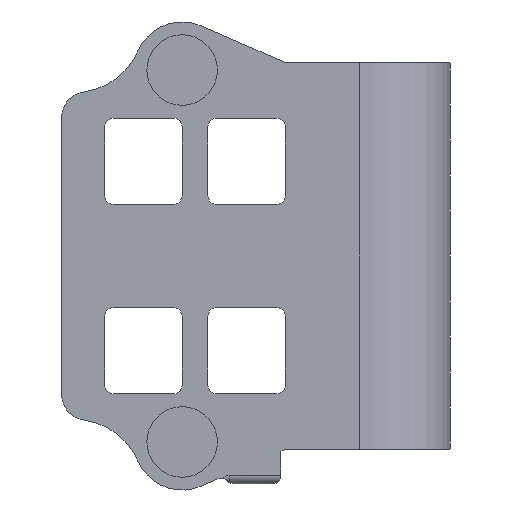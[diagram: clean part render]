
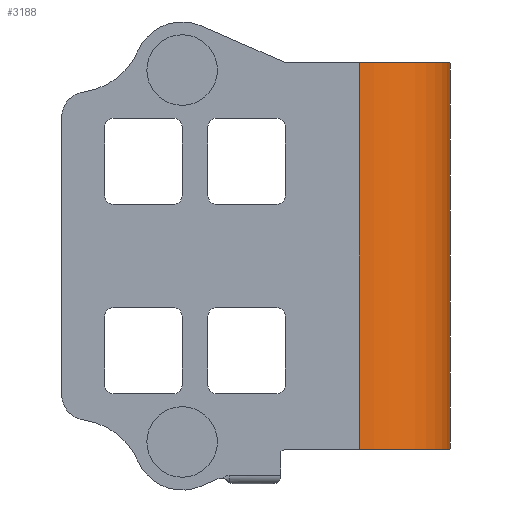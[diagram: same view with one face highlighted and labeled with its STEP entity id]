
A CAD part, left-side view. The second image highlights one B-rep face of the part: STEP entity #3188.
In plain terms, the highlighted cylindrical face has radius 10.6 mm (diameter 21.2 mm), a partial arc.
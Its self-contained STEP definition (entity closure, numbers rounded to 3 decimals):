
#189=CIRCLE('',#3416,10.6);
#190=CIRCLE('',#3417,10.6);
#354=FACE_OUTER_BOUND('',#530,.T.);
#530=EDGE_LOOP('',(#2547,#2548,#2549,#2550,#2551,#2552,#2553,#2554,#2555,
#2556,#2557,#2558,#2559,#2560,#2561,#2562,#2563,#2564,#2565,#2566,#2567,
#2568,#2569,#2570,#2571,#2572,#2573,#2574,#2575,#2576));
#644=LINE('',#4605,#991);
#667=LINE('',#4704,#1014);
#679=LINE('',#4728,#1026);
#691=LINE('',#4752,#1038);
#703=LINE('',#4776,#1050);
#715=LINE('',#4800,#1062);
#727=LINE('',#4824,#1074);
#739=LINE('',#4848,#1086);
#751=LINE('',#4872,#1098);
#763=LINE('',#4896,#1110);
#775=LINE('',#4920,#1122);
#787=LINE('',#4944,#1134);
#798=LINE('',#4965,#1145);
#803=LINE('',#4974,#1150);
#805=LINE('',#4977,#1152);
#807=LINE('',#4980,#1154);
#809=LINE('',#4983,#1156);
#811=LINE('',#4986,#1158);
#813=LINE('',#4989,#1160);
#815=LINE('',#4992,#1162);
#817=LINE('',#4995,#1164);
#819=LINE('',#4998,#1166);
#821=LINE('',#5001,#1168);
#847=LINE('',#5045,#1194);
#857=LINE('',#5061,#1204);
#866=LINE('',#5097,#1213);
#991=VECTOR('',#3623,10.);
#1014=VECTOR('',#3702,10.);
#1026=VECTOR('',#3722,10.);
#1038=VECTOR('',#3742,10.);
#1050=VECTOR('',#3762,10.);
#1062=VECTOR('',#3782,10.);
#1074=VECTOR('',#3802,10.);
#1086=VECTOR('',#3822,10.);
#1098=VECTOR('',#3842,10.);
#1110=VECTOR('',#3862,10.);
#1122=VECTOR('',#3882,10.);
#1134=VECTOR('',#3902,10.);
#1145=VECTOR('',#3921,10.);
#1150=VECTOR('',#3928,10.);
#1152=VECTOR('',#3932,10.);
#1154=VECTOR('',#3936,10.);
#1156=VECTOR('',#3940,10.);
#1158=VECTOR('',#3944,10.);
#1160=VECTOR('',#3948,10.);
#1162=VECTOR('',#3952,10.);
#1164=VECTOR('',#3956,10.);
#1166=VECTOR('',#3960,10.);
#1168=VECTOR('',#3964,10.);
#1194=VECTOR('',#4014,10.);
#1204=VECTOR('',#4032,10.);
#1213=VECTOR('',#4063,10.);
#1332=ELLIPSE('',#3411,14.991,10.6);
#1333=ELLIPSE('',#3418,14.991,10.6);
#1353=VERTEX_POINT('',#4602);
#1354=VERTEX_POINT('',#4604);
#1400=VERTEX_POINT('',#4700);
#1402=VERTEX_POINT('',#4703);
#1408=VERTEX_POINT('',#4724);
#1410=VERTEX_POINT('',#4727);
#1416=VERTEX_POINT('',#4748);
#1418=VERTEX_POINT('',#4751);
#1424=VERTEX_POINT('',#4772);
#1426=VERTEX_POINT('',#4775);
#1432=VERTEX_POINT('',#4796);
#1434=VERTEX_POINT('',#4799);
#1440=VERTEX_POINT('',#4820);
#1442=VERTEX_POINT('',#4823);
#1448=VERTEX_POINT('',#4844);
#1450=VERTEX_POINT('',#4847);
#1456=VERTEX_POINT('',#4868);
#1458=VERTEX_POINT('',#4871);
#1464=VERTEX_POINT('',#4892);
#1466=VERTEX_POINT('',#4895);
#1472=VERTEX_POINT('',#4916);
#1474=VERTEX_POINT('',#4919);
#1480=VERTEX_POINT('',#4940);
#1482=VERTEX_POINT('',#4943);
#1488=VERTEX_POINT('',#4964);
#1491=VERTEX_POINT('',#4972);
#1496=VERTEX_POINT('',#5042);
#1506=VERTEX_POINT('',#5087);
#1507=VERTEX_POINT('',#5089);
#1508=VERTEX_POINT('',#5100);
#1648=EDGE_CURVE('',#1354,#1353,#644,.T.);
#1697=EDGE_CURVE('',#1402,#1400,#667,.T.);
#1709=EDGE_CURVE('',#1410,#1408,#679,.T.);
#1721=EDGE_CURVE('',#1418,#1416,#691,.T.);
#1733=EDGE_CURVE('',#1426,#1424,#703,.T.);
#1745=EDGE_CURVE('',#1434,#1432,#715,.T.);
#1757=EDGE_CURVE('',#1442,#1440,#727,.T.);
#1769=EDGE_CURVE('',#1450,#1448,#739,.T.);
#1781=EDGE_CURVE('',#1458,#1456,#751,.T.);
#1793=EDGE_CURVE('',#1466,#1464,#763,.T.);
#1805=EDGE_CURVE('',#1474,#1472,#775,.T.);
#1817=EDGE_CURVE('',#1482,#1480,#787,.T.);
#1828=EDGE_CURVE('',#1488,#1402,#798,.T.);
#1833=EDGE_CURVE('',#1480,#1491,#803,.T.);
#1835=EDGE_CURVE('',#1472,#1482,#805,.T.);
#1837=EDGE_CURVE('',#1464,#1474,#807,.T.);
#1839=EDGE_CURVE('',#1456,#1466,#809,.T.);
#1841=EDGE_CURVE('',#1448,#1458,#811,.T.);
#1843=EDGE_CURVE('',#1440,#1450,#813,.T.);
#1845=EDGE_CURVE('',#1432,#1442,#815,.T.);
#1847=EDGE_CURVE('',#1424,#1434,#817,.T.);
#1849=EDGE_CURVE('',#1416,#1426,#819,.T.);
#1851=EDGE_CURVE('',#1408,#1418,#821,.T.);
#1877=EDGE_CURVE('',#1491,#1496,#847,.T.);
#1887=EDGE_CURVE('',#1400,#1410,#857,.T.);
#1898=EDGE_CURVE('',#1506,#1507,#1332,.T.);
#1903=EDGE_CURVE('',#1496,#1507,#866,.T.);
#1904=EDGE_CURVE('',#1354,#1506,#189,.T.);
#1905=EDGE_CURVE('',#1508,#1353,#190,.T.);
#1906=EDGE_CURVE('',#1488,#1508,#1333,.T.);
#2547=ORIENTED_EDGE('',*,*,#1898,.F.);
#2548=ORIENTED_EDGE('',*,*,#1904,.F.);
#2549=ORIENTED_EDGE('',*,*,#1648,.T.);
#2550=ORIENTED_EDGE('',*,*,#1905,.F.);
#2551=ORIENTED_EDGE('',*,*,#1906,.F.);
#2552=ORIENTED_EDGE('',*,*,#1828,.T.);
#2553=ORIENTED_EDGE('',*,*,#1697,.T.);
#2554=ORIENTED_EDGE('',*,*,#1887,.T.);
#2555=ORIENTED_EDGE('',*,*,#1709,.T.);
#2556=ORIENTED_EDGE('',*,*,#1851,.T.);
#2557=ORIENTED_EDGE('',*,*,#1721,.T.);
#2558=ORIENTED_EDGE('',*,*,#1849,.T.);
#2559=ORIENTED_EDGE('',*,*,#1733,.T.);
#2560=ORIENTED_EDGE('',*,*,#1847,.T.);
#2561=ORIENTED_EDGE('',*,*,#1745,.T.);
#2562=ORIENTED_EDGE('',*,*,#1845,.T.);
#2563=ORIENTED_EDGE('',*,*,#1757,.T.);
#2564=ORIENTED_EDGE('',*,*,#1843,.T.);
#2565=ORIENTED_EDGE('',*,*,#1769,.T.);
#2566=ORIENTED_EDGE('',*,*,#1841,.T.);
#2567=ORIENTED_EDGE('',*,*,#1781,.T.);
#2568=ORIENTED_EDGE('',*,*,#1839,.T.);
#2569=ORIENTED_EDGE('',*,*,#1793,.T.);
#2570=ORIENTED_EDGE('',*,*,#1837,.T.);
#2571=ORIENTED_EDGE('',*,*,#1805,.T.);
#2572=ORIENTED_EDGE('',*,*,#1835,.T.);
#2573=ORIENTED_EDGE('',*,*,#1817,.T.);
#2574=ORIENTED_EDGE('',*,*,#1833,.T.);
#2575=ORIENTED_EDGE('',*,*,#1877,.T.);
#2576=ORIENTED_EDGE('',*,*,#1903,.T.);
#3062=CYLINDRICAL_SURFACE('',#3415,10.6);
#3188=ADVANCED_FACE('',(#354),#3062,.T.);
#3411=AXIS2_PLACEMENT_3D('',#5090,#4052,#4053);
#3415=AXIS2_PLACEMENT_3D('',#5098,#4064,#4065);
#3416=AXIS2_PLACEMENT_3D('',#5099,#4066,#4067);
#3417=AXIS2_PLACEMENT_3D('',#5101,#4068,#4069);
#3418=AXIS2_PLACEMENT_3D('',#5102,#4070,#4071);
#3623=DIRECTION('',(0.,0.,-1.));
#3702=DIRECTION('',(0.,0.,1.));
#3722=DIRECTION('',(0.,0.,1.));
#3742=DIRECTION('',(0.,0.,1.));
#3762=DIRECTION('',(0.,0.,1.));
#3782=DIRECTION('',(0.,0.,1.));
#3802=DIRECTION('',(0.,0.,1.));
#3822=DIRECTION('',(0.,0.,1.));
#3842=DIRECTION('',(0.,0.,1.));
#3862=DIRECTION('',(0.,0.,1.));
#3882=DIRECTION('',(0.,0.,1.));
#3902=DIRECTION('',(0.,0.,1.));
#3921=DIRECTION('',(0.,0.,1.));
#3928=DIRECTION('',(0.,0.,1.));
#3932=DIRECTION('',(0.,0.,1.));
#3936=DIRECTION('',(0.,0.,1.));
#3940=DIRECTION('',(0.,0.,1.));
#3944=DIRECTION('',(0.,0.,1.));
#3948=DIRECTION('',(0.,0.,1.));
#3952=DIRECTION('',(0.,0.,1.));
#3956=DIRECTION('',(0.,0.,1.));
#3960=DIRECTION('',(0.,0.,1.));
#3964=DIRECTION('',(0.,0.,1.));
#4014=DIRECTION('',(0.,0.,1.));
#4032=DIRECTION('',(0.,0.,1.));
#4052=DIRECTION('center_axis',(0.707,0.,0.707));
#4053=DIRECTION('ref_axis',(-0.707,0.,0.707));
#4063=DIRECTION('',(0.,0.,1.));
#4064=DIRECTION('center_axis',(0.,0.,1.));
#4065=DIRECTION('ref_axis',(-1.,0.,0.));
#4066=DIRECTION('center_axis',(0.,0.,1.));
#4067=DIRECTION('ref_axis',(-1.,0.,0.));
#4068=DIRECTION('center_axis',(0.,0.,-1.));
#4069=DIRECTION('ref_axis',(-1.,0.,0.));
#4070=DIRECTION('center_axis',(0.707,0.,-0.707));
#4071=DIRECTION('ref_axis',(-0.707,0.,-0.707));
#4602=CARTESIAN_POINT('',(-10.6,0.,-22.5));
#4604=CARTESIAN_POINT('',(-10.6,0.,22.5));
#4605=CARTESIAN_POINT('',(-10.6,0.,0.));
#4700=CARTESIAN_POINT('',(-0.5,-10.588,-20.5));
#4703=CARTESIAN_POINT('',(-0.5,-10.588,-21.5));
#4704=CARTESIAN_POINT('',(-0.5,-10.588,0.));
#4724=CARTESIAN_POINT('',(-0.5,-10.588,-16.682));
#4727=CARTESIAN_POINT('',(-0.5,-10.588,-17.682));
#4728=CARTESIAN_POINT('',(-0.5,-10.588,0.));
#4748=CARTESIAN_POINT('',(-0.5,-10.588,-12.864));
#4751=CARTESIAN_POINT('',(-0.5,-10.588,-13.864));
#4752=CARTESIAN_POINT('',(-0.5,-10.588,0.));
#4772=CARTESIAN_POINT('',(-0.5,-10.588,-9.045));
#4775=CARTESIAN_POINT('',(-0.5,-10.588,-10.045));
#4776=CARTESIAN_POINT('',(-0.5,-10.588,0.));
#4796=CARTESIAN_POINT('',(-0.5,-10.588,-5.227));
#4799=CARTESIAN_POINT('',(-0.5,-10.588,-6.227));
#4800=CARTESIAN_POINT('',(-0.5,-10.588,0.));
#4820=CARTESIAN_POINT('',(-0.5,-10.588,-1.409));
#4823=CARTESIAN_POINT('',(-0.5,-10.588,-2.409));
#4824=CARTESIAN_POINT('',(-0.5,-10.588,0.));
#4844=CARTESIAN_POINT('',(-0.5,-10.588,2.409));
#4847=CARTESIAN_POINT('',(-0.5,-10.588,1.409));
#4848=CARTESIAN_POINT('',(-0.5,-10.588,0.));
#4868=CARTESIAN_POINT('',(-0.5,-10.588,6.227));
#4871=CARTESIAN_POINT('',(-0.5,-10.588,5.227));
#4872=CARTESIAN_POINT('',(-0.5,-10.588,0.));
#4892=CARTESIAN_POINT('',(-0.5,-10.588,10.045));
#4895=CARTESIAN_POINT('',(-0.5,-10.588,9.045));
#4896=CARTESIAN_POINT('',(-0.5,-10.588,0.));
#4916=CARTESIAN_POINT('',(-0.5,-10.588,13.864));
#4919=CARTESIAN_POINT('',(-0.5,-10.588,12.864));
#4920=CARTESIAN_POINT('',(-0.5,-10.588,0.));
#4940=CARTESIAN_POINT('',(-0.5,-10.588,17.682));
#4943=CARTESIAN_POINT('',(-0.5,-10.588,16.682));
#4944=CARTESIAN_POINT('',(-0.5,-10.588,0.));
#4964=CARTESIAN_POINT('',(-0.5,-10.588,-22.));
#4965=CARTESIAN_POINT('',(-0.5,-10.588,0.));
#4972=CARTESIAN_POINT('',(-0.5,-10.588,20.5));
#4974=CARTESIAN_POINT('',(-0.5,-10.588,0.));
#4977=CARTESIAN_POINT('',(-0.5,-10.588,0.));
#4980=CARTESIAN_POINT('',(-0.5,-10.588,0.));
#4983=CARTESIAN_POINT('',(-0.5,-10.588,0.));
#4986=CARTESIAN_POINT('',(-0.5,-10.588,0.));
#4989=CARTESIAN_POINT('',(-0.5,-10.588,0.));
#4992=CARTESIAN_POINT('',(-0.5,-10.588,0.));
#4995=CARTESIAN_POINT('',(-0.5,-10.588,0.));
#4998=CARTESIAN_POINT('',(-0.5,-10.588,0.));
#5001=CARTESIAN_POINT('',(-0.5,-10.588,0.));
#5042=CARTESIAN_POINT('',(-0.5,-10.588,21.5));
#5045=CARTESIAN_POINT('',(-0.5,-10.588,0.));
#5061=CARTESIAN_POINT('',(-0.5,-10.588,0.));
#5087=CARTESIAN_POINT('',(-1.,-10.553,22.5));
#5089=CARTESIAN_POINT('',(-0.5,-10.588,22.));
#5090=CARTESIAN_POINT('Origin',(0.,0.,21.5));
#5097=CARTESIAN_POINT('',(-0.5,-10.588,0.));
#5098=CARTESIAN_POINT('Origin',(0.,0.,0.));
#5099=CARTESIAN_POINT('Origin',(0.,0.,22.5));
#5100=CARTESIAN_POINT('',(-1.,-10.553,-22.5));
#5101=CARTESIAN_POINT('Origin',(0.,0.,-22.5));
#5102=CARTESIAN_POINT('Origin',(0.,0.,-21.5));
